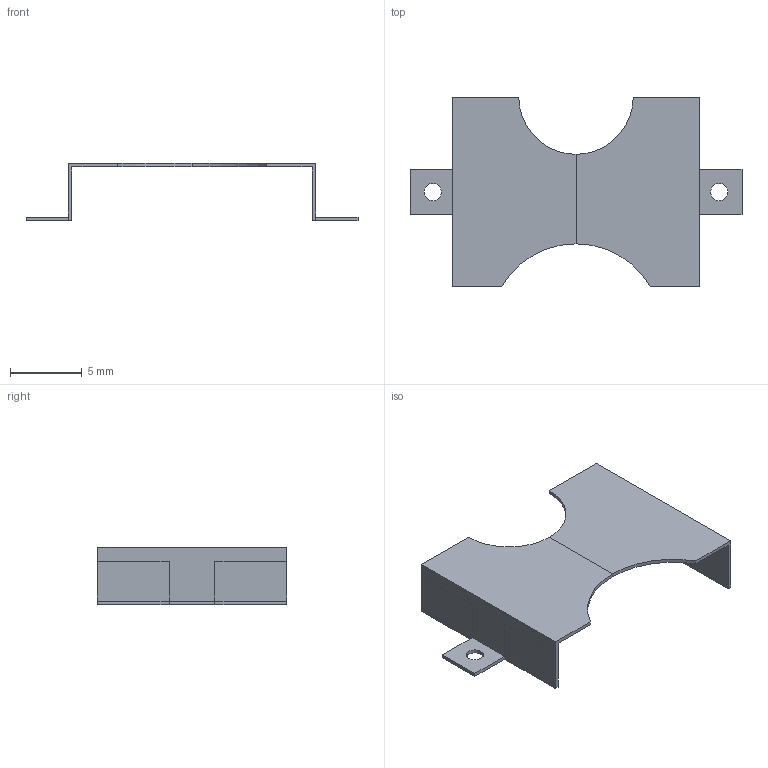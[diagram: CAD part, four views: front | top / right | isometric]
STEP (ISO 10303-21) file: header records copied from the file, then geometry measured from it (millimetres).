
FILE_DESCRIPTION(('FreeCAD Model'),'2;1');
FILE_NAME('Fusion.step', '2019-10-04T16:04:36',('kicad StepUp'),('ksu MCAD'), 'Open CASCADE STEP processor 7.3','FreeCAD','Unknown');
FILE_SCHEMA(('AUTOMOTIVE_DESIGN { 1 0 10303 214 1 1 1 1 }'));
Length unit declared in the file: millimetre
Products named in the file (1): Fusion
Bounding box: 23.2 x 13.25 x 4 mm (x, y, z)
Volume: 74.5 mm3; surface area: 621.5 mm2
Topology: 1 solids, 1 shells, 36 faces, 94 edges, 60 vertices
Faces by surface type: plane 30, cylinder 6
Full cylindrical faces by diameter (mm): 1.2 x2
Entity records: 1104 total; most frequent: CARTESIAN_POINT 191, ORIENTED_EDGE 188, DIRECTION 180, EDGE_CURVE 94, LINE 82, VECTOR 82, VERTEX_POINT 60, AXIS2_PLACEMENT_3D 49
